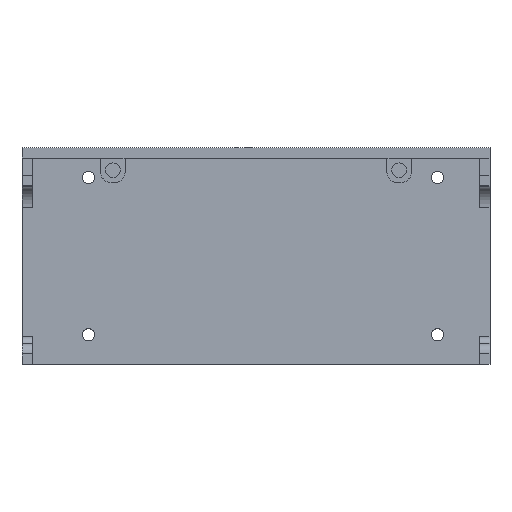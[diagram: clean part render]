
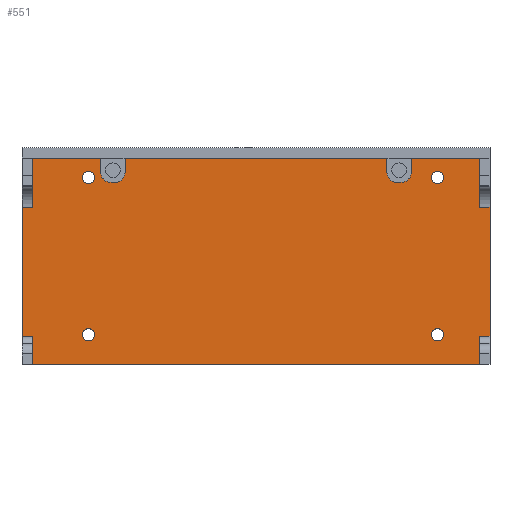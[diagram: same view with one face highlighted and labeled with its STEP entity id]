
A CAD part, top view. The second image highlights one B-rep face of the part: STEP entity #551.
In plain terms, the highlighted planar face has unit normal (0, 0, 1).
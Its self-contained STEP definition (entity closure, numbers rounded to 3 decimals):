
#243 = VERTEX_POINT('',#244);
#244 = CARTESIAN_POINT('',(131.,-8.,5.));
#250 = EDGE_CURVE('',#251,#243,#253,.T.);
#251 = VERTEX_POINT('',#252);
#252 = CARTESIAN_POINT('',(131.,-3.,5.));
#253 = LINE('',#254,#255);
#254 = CARTESIAN_POINT('',(131.,-3.,5.));
#255 = VECTOR('',#256,1.);
#256 = DIRECTION('',(0.,-1.,0.));
#454 = VERTEX_POINT('',#455);
#455 = CARTESIAN_POINT('',(131.,-17.,5.));
#462 = EDGE_CURVE('',#463,#454,#465,.T.);
#463 = VERTEX_POINT('',#464);
#464 = CARTESIAN_POINT('',(131.,-11.,5.));
#465 = LINE('',#466,#467);
#466 = CARTESIAN_POINT('',(131.,-19.5,5.));
#467 = VECTOR('',#468,1.);
#468 = DIRECTION('',(0.,-1.,0.));
#470 = EDGE_CURVE('',#243,#463,#471,.T.);
#471 = LINE('',#472,#473);
#472 = CARTESIAN_POINT('',(131.,-8.,5.));
#473 = VECTOR('',#474,1.);
#474 = DIRECTION('',(0.,-1.,0.));
#551 = ADVANCED_FACE('',(#552,#675,#686,#697,#708),#719,.T.);
#552 = FACE_BOUND('',#553,.T.);
#553 = EDGE_LOOP('',(#554,#564,#570,#571,#572,#573,#581,#589,#597,#605,
    #613,#621,#629,#637,#645,#653,#661,#669));
#554 = ORIENTED_EDGE('',*,*,#555,.F.);
#555 = EDGE_CURVE('',#556,#558,#560,.T.);
#556 = VERTEX_POINT('',#557);
#557 = CARTESIAN_POINT('',(134.,-17.,5.));
#558 = VERTEX_POINT('',#559);
#559 = CARTESIAN_POINT('',(134.,-54.,5.));
#560 = LINE('',#561,#562);
#561 = CARTESIAN_POINT('',(134.,0.,5.));
#562 = VECTOR('',#563,1.);
#563 = DIRECTION('',(0.,-1.,0.));
#564 = ORIENTED_EDGE('',*,*,#565,.F.);
#565 = EDGE_CURVE('',#454,#556,#566,.T.);
#566 = LINE('',#567,#568);
#567 = CARTESIAN_POINT('',(131.,-17.,5.));
#568 = VECTOR('',#569,1.);
#569 = DIRECTION('',(1.,0.,0.));
#570 = ORIENTED_EDGE('',*,*,#462,.F.);
#571 = ORIENTED_EDGE('',*,*,#470,.F.);
#572 = ORIENTED_EDGE('',*,*,#250,.F.);
#573 = ORIENTED_EDGE('',*,*,#574,.T.);
#574 = EDGE_CURVE('',#251,#575,#577,.T.);
#575 = VERTEX_POINT('',#576);
#576 = CARTESIAN_POINT('',(3.,-3.,5.));
#577 = LINE('',#578,#579);
#578 = CARTESIAN_POINT('',(134.,-3.,5.));
#579 = VECTOR('',#580,1.);
#580 = DIRECTION('',(-1.,0.,0.));
#581 = ORIENTED_EDGE('',*,*,#582,.T.);
#582 = EDGE_CURVE('',#575,#583,#585,.T.);
#583 = VERTEX_POINT('',#584);
#584 = CARTESIAN_POINT('',(3.,-8.,5.));
#585 = LINE('',#586,#587);
#586 = CARTESIAN_POINT('',(3.,-3.,5.));
#587 = VECTOR('',#588,1.);
#588 = DIRECTION('',(0.,-1.,0.));
#589 = ORIENTED_EDGE('',*,*,#590,.T.);
#590 = EDGE_CURVE('',#583,#591,#593,.T.);
#591 = VERTEX_POINT('',#592);
#592 = CARTESIAN_POINT('',(3.,-11.,5.));
#593 = LINE('',#594,#595);
#594 = CARTESIAN_POINT('',(3.,-8.,5.));
#595 = VECTOR('',#596,1.);
#596 = DIRECTION('',(0.,-1.,0.));
#597 = ORIENTED_EDGE('',*,*,#598,.T.);
#598 = EDGE_CURVE('',#591,#599,#601,.T.);
#599 = VERTEX_POINT('',#600);
#600 = CARTESIAN_POINT('',(3.,-17.,5.));
#601 = LINE('',#602,#603);
#602 = CARTESIAN_POINT('',(3.,-19.5,5.));
#603 = VECTOR('',#604,1.);
#604 = DIRECTION('',(0.,-1.,0.));
#605 = ORIENTED_EDGE('',*,*,#606,.F.);
#606 = EDGE_CURVE('',#607,#599,#609,.T.);
#607 = VERTEX_POINT('',#608);
#608 = CARTESIAN_POINT('',(0.,-17.,5.));
#609 = LINE('',#610,#611);
#610 = CARTESIAN_POINT('',(0.,-17.,5.));
#611 = VECTOR('',#612,1.);
#612 = DIRECTION('',(1.,0.,0.));
#613 = ORIENTED_EDGE('',*,*,#614,.F.);
#614 = EDGE_CURVE('',#615,#607,#617,.T.);
#615 = VERTEX_POINT('',#616);
#616 = CARTESIAN_POINT('',(0.,-54.,5.));
#617 = LINE('',#618,#619);
#618 = CARTESIAN_POINT('',(0.,-62.,5.));
#619 = VECTOR('',#620,1.);
#620 = DIRECTION('',(0.,1.,0.));
#621 = ORIENTED_EDGE('',*,*,#622,.F.);
#622 = EDGE_CURVE('',#623,#615,#625,.T.);
#623 = VERTEX_POINT('',#624);
#624 = CARTESIAN_POINT('',(3.,-54.,5.));
#625 = LINE('',#626,#627);
#626 = CARTESIAN_POINT('',(3.,-54.,5.));
#627 = VECTOR('',#628,1.);
#628 = DIRECTION('',(-1.,0.,0.));
#629 = ORIENTED_EDGE('',*,*,#630,.F.);
#630 = EDGE_CURVE('',#631,#623,#633,.T.);
#631 = VERTEX_POINT('',#632);
#632 = CARTESIAN_POINT('',(3.,-56.,5.));
#633 = LINE('',#634,#635);
#634 = CARTESIAN_POINT('',(3.,-46.5,5.));
#635 = VECTOR('',#636,1.);
#636 = DIRECTION('',(0.,1.,0.));
#637 = ORIENTED_EDGE('',*,*,#638,.F.);
#638 = EDGE_CURVE('',#639,#631,#641,.T.);
#639 = VERTEX_POINT('',#640);
#640 = CARTESIAN_POINT('',(3.,-62.,5.));
#641 = LINE('',#642,#643);
#642 = CARTESIAN_POINT('',(3.,-62.,5.));
#643 = VECTOR('',#644,1.);
#644 = DIRECTION('',(0.,1.,0.));
#645 = ORIENTED_EDGE('',*,*,#646,.F.);
#646 = EDGE_CURVE('',#647,#639,#649,.T.);
#647 = VERTEX_POINT('',#648);
#648 = CARTESIAN_POINT('',(131.,-62.,5.));
#649 = LINE('',#650,#651);
#650 = CARTESIAN_POINT('',(134.,-62.,5.));
#651 = VECTOR('',#652,1.);
#652 = DIRECTION('',(-1.,0.,0.));
#653 = ORIENTED_EDGE('',*,*,#654,.T.);
#654 = EDGE_CURVE('',#647,#655,#657,.T.);
#655 = VERTEX_POINT('',#656);
#656 = CARTESIAN_POINT('',(131.,-56.,5.));
#657 = LINE('',#658,#659);
#658 = CARTESIAN_POINT('',(131.,-62.,5.));
#659 = VECTOR('',#660,1.);
#660 = DIRECTION('',(0.,1.,0.));
#661 = ORIENTED_EDGE('',*,*,#662,.T.);
#662 = EDGE_CURVE('',#655,#663,#665,.T.);
#663 = VERTEX_POINT('',#664);
#664 = CARTESIAN_POINT('',(131.,-54.,5.));
#665 = LINE('',#666,#667);
#666 = CARTESIAN_POINT('',(131.,-46.5,5.));
#667 = VECTOR('',#668,1.);
#668 = DIRECTION('',(0.,1.,0.));
#669 = ORIENTED_EDGE('',*,*,#670,.T.);
#670 = EDGE_CURVE('',#663,#558,#671,.T.);
#671 = LINE('',#672,#673);
#672 = CARTESIAN_POINT('',(131.,-54.,5.));
#673 = VECTOR('',#674,1.);
#674 = DIRECTION('',(1.,0.,0.));
#675 = FACE_BOUND('',#676,.T.);
#676 = EDGE_LOOP('',(#677));
#677 = ORIENTED_EDGE('',*,*,#678,.F.);
#678 = EDGE_CURVE('',#679,#679,#681,.T.);
#679 = VERTEX_POINT('',#680);
#680 = CARTESIAN_POINT('',(20.75,-53.5,5.));
#681 = CIRCLE('',#682,1.75);
#682 = AXIS2_PLACEMENT_3D('',#683,#684,#685);
#683 = CARTESIAN_POINT('',(19.,-53.5,5.));
#684 = DIRECTION('',(0.,0.,1.));
#685 = DIRECTION('',(1.,0.,0.));
#686 = FACE_BOUND('',#687,.T.);
#687 = EDGE_LOOP('',(#688));
#688 = ORIENTED_EDGE('',*,*,#689,.F.);
#689 = EDGE_CURVE('',#690,#690,#692,.T.);
#690 = VERTEX_POINT('',#691);
#691 = CARTESIAN_POINT('',(120.75,-53.5,5.));
#692 = CIRCLE('',#693,1.75);
#693 = AXIS2_PLACEMENT_3D('',#694,#695,#696);
#694 = CARTESIAN_POINT('',(119.,-53.5,5.));
#695 = DIRECTION('',(0.,0.,1.));
#696 = DIRECTION('',(1.,0.,0.));
#697 = FACE_BOUND('',#698,.T.);
#698 = EDGE_LOOP('',(#699));
#699 = ORIENTED_EDGE('',*,*,#700,.F.);
#700 = EDGE_CURVE('',#701,#701,#703,.T.);
#701 = VERTEX_POINT('',#702);
#702 = CARTESIAN_POINT('',(20.75,-8.5,5.));
#703 = CIRCLE('',#704,1.75);
#704 = AXIS2_PLACEMENT_3D('',#705,#706,#707);
#705 = CARTESIAN_POINT('',(19.,-8.5,5.));
#706 = DIRECTION('',(0.,0.,1.));
#707 = DIRECTION('',(1.,0.,0.));
#708 = FACE_BOUND('',#709,.T.);
#709 = EDGE_LOOP('',(#710));
#710 = ORIENTED_EDGE('',*,*,#711,.F.);
#711 = EDGE_CURVE('',#712,#712,#714,.T.);
#712 = VERTEX_POINT('',#713);
#713 = CARTESIAN_POINT('',(120.75,-8.5,5.));
#714 = CIRCLE('',#715,1.75);
#715 = AXIS2_PLACEMENT_3D('',#716,#717,#718);
#716 = CARTESIAN_POINT('',(119.,-8.5,5.));
#717 = DIRECTION('',(0.,0.,1.));
#718 = DIRECTION('',(1.,0.,0.));
#719 = PLANE('',#720);
#720 = AXIS2_PLACEMENT_3D('',#721,#722,#723);
#721 = CARTESIAN_POINT('',(67.,-31.,5.));
#722 = DIRECTION('',(0.,0.,1.));
#723 = DIRECTION('',(1.,0.,0.));
